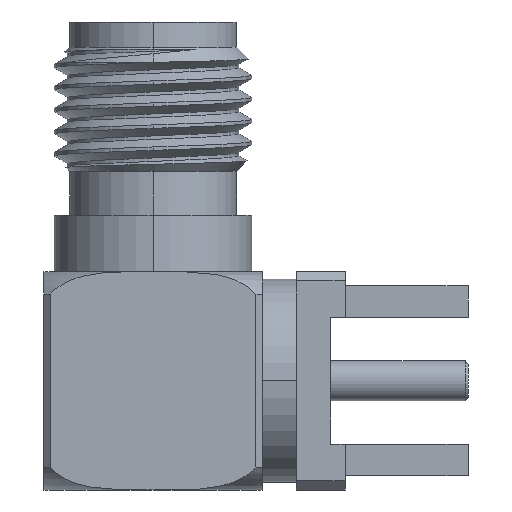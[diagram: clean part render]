
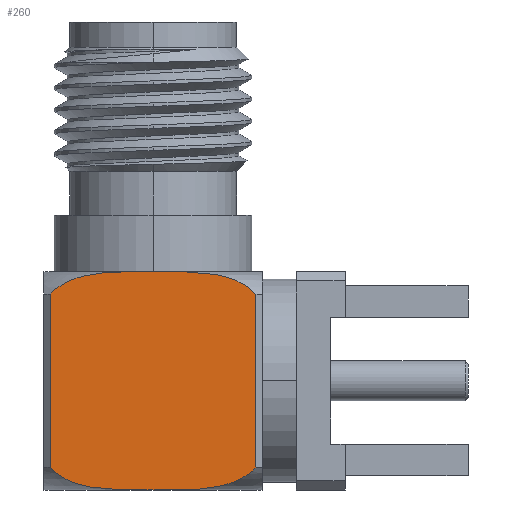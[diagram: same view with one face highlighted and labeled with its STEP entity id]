
A CAD part, left-side view. The second image highlights one B-rep face of the part: STEP entity #260.
In plain terms, the highlighted planar face has unit normal (-1, 0, 0).
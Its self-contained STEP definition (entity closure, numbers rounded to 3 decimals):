
#260=ADVANCED_FACE('',(#630),#631,.T.);
#630=FACE_OUTER_BOUND('',#1131,.T.);
#631=PLANE('',#1132);
#1131=EDGE_LOOP('',(#2096,#2097,#2098,#2099,#2100,#2101));
#1132=AXIS2_PLACEMENT_3D('',#2102,#2103,#2104);
#2096=ORIENTED_EDGE('',*,*,#3359,.T.);
#2097=ORIENTED_EDGE('',*,*,#3355,.T.);
#2098=ORIENTED_EDGE('',*,*,#3360,.T.);
#2099=ORIENTED_EDGE('',*,*,#3361,.T.);
#2100=ORIENTED_EDGE('',*,*,#3362,.T.);
#2101=ORIENTED_EDGE('',*,*,#3363,.T.);
#2102=CARTESIAN_POINT('',(-3.5,3.5,-7.0));
#2103=DIRECTION('',(-1.0,0.0,0.0));
#2104=DIRECTION('',(0.0,0.0,1.0));
#3355=EDGE_CURVE('',#4002,#3999,#4003,.T.);
#3359=EDGE_CURVE('',#4008,#4002,#4009,.T.);
#3360=EDGE_CURVE('',#3999,#4010,#4011,.T.);
#3361=EDGE_CURVE('',#4010,#4012,#4013,.T.);
#3362=EDGE_CURVE('',#4012,#4014,#4015,.T.);
#3363=EDGE_CURVE('',#4014,#4008,#4016,.T.);
#3999=VERTEX_POINT('',#7869);
#4002=VERTEX_POINT('',#7875);
#4003=LINE('',#7876,#7877);
#4008=VERTEX_POINT('',#7886);
#4009=B_SPLINE_CURVE_WITH_KNOTS('',3,(#7887,#7888,#7889,#7890,#7891,#7892,#7893,#7894,#7895,#7896,#7897,#7898),.UNSPECIFIED.,.F.,.F.,(4,2,2,2,2,4),(0.,0.001,0.002,0.003,0.003,0.003),.UNSPECIFIED.);
#4010=VERTEX_POINT('',#7899);
#4011=B_SPLINE_CURVE_WITH_KNOTS('',3,(#7900,#7901,#7902,#7903,#7904,#7905,#7906,#7907,#7908,#7909,#7910,#7911),.UNSPECIFIED.,.F.,.F.,(4,2,2,2,2,4),(0.014,0.015,0.016,0.017,0.017,0.018),.UNSPECIFIED.);
#4012=VERTEX_POINT('',#7912);
#4013=B_SPLINE_CURVE_WITH_KNOTS('',3,(#7913,#7914,#7915,#7916,#7917,#7918,#7919,#7920,#7921,#7922,#7923,#7924),.UNSPECIFIED.,.F.,.F.,(4,2,2,2,2,4),(0.0,0.001,0.002,0.003,0.003,0.003),.UNSPECIFIED.);
#4014=VERTEX_POINT('',#7925);
#4015=LINE('',#7926,#7927);
#4016=B_SPLINE_CURVE_WITH_KNOTS('',3,(#7928,#7929,#7930,#7931,#7932,#7933,#7934,#7935,#7936,#7937,#7938,#7939),.UNSPECIFIED.,.F.,.F.,(4,2,2,2,2,4),(0.014,0.015,0.016,0.017,0.017,0.018),.UNSPECIFIED.);
#7869=CARTESIAN_POINT('',(-3.5,3.3,-6.279));
#7875=CARTESIAN_POINT('',(-3.5,3.3,-0.721));
#7876=CARTESIAN_POINT('',(-3.5,3.3,-7.0));
#7877=VECTOR('',#9272,1000.0);
#7886=CARTESIAN_POINT('',(-3.5,0.,0.));
#7887=CARTESIAN_POINT('',(-3.5,0.0,0.));
#7888=CARTESIAN_POINT('',(-3.5,0.289,0.));
#7889=CARTESIAN_POINT('',(-3.5,0.579,0.001));
#7890=CARTESIAN_POINT('',(-3.5,1.158,-0.008));
#7891=CARTESIAN_POINT('',(-3.5,1.447,-0.019));
#7892=CARTESIAN_POINT('',(-3.5,2.023,-0.089));
#7893=CARTESIAN_POINT('',(-3.5,2.308,-0.147));
#7894=CARTESIAN_POINT('',(-3.5,2.714,-0.304));
#7895=CARTESIAN_POINT('',(-3.5,2.843,-0.368));
#7896=CARTESIAN_POINT('',(-3.5,3.087,-0.523));
#7897=CARTESIAN_POINT('',(-3.5,3.202,-0.615));
#7898=CARTESIAN_POINT('',(-3.5,3.3,-0.721));
#7899=CARTESIAN_POINT('',(-3.5,0.0,-7.0));
#7900=CARTESIAN_POINT('',(-3.5,3.3,-6.279));
#7901=CARTESIAN_POINT('',(-3.5,3.103,-6.493));
#7902=CARTESIAN_POINT('',(-3.5,2.846,-6.645));
#7903=CARTESIAN_POINT('',(-3.5,2.306,-6.853));
#7904=CARTESIAN_POINT('',(-3.5,2.022,-6.911));
#7905=CARTESIAN_POINT('',(-3.5,1.446,-6.981));
#7906=CARTESIAN_POINT('',(-3.5,1.157,-6.992));
#7907=CARTESIAN_POINT('',(-3.5,0.723,-6.999));
#7908=CARTESIAN_POINT('',(-3.5,0.579,-6.999));
#7909=CARTESIAN_POINT('',(-3.5,0.289,-7.));
#7910=CARTESIAN_POINT('',(-3.5,0.146,-7.0));
#7911=CARTESIAN_POINT('',(-3.5,0.,-7.0));
#7912=CARTESIAN_POINT('',(-3.5,-3.3,-6.279));
#7913=CARTESIAN_POINT('',(-3.5,0.0,-7.0));
#7914=CARTESIAN_POINT('',(-3.5,-0.289,-7.0));
#7915=CARTESIAN_POINT('',(-3.5,-0.579,-7.001));
#7916=CARTESIAN_POINT('',(-3.5,-1.158,-6.992));
#7917=CARTESIAN_POINT('',(-3.5,-1.447,-6.981));
#7918=CARTESIAN_POINT('',(-3.5,-2.023,-6.911));
#7919=CARTESIAN_POINT('',(-3.5,-2.308,-6.853));
#7920=CARTESIAN_POINT('',(-3.5,-2.714,-6.696));
#7921=CARTESIAN_POINT('',(-3.5,-2.843,-6.632));
#7922=CARTESIAN_POINT('',(-3.5,-3.087,-6.477));
#7923=CARTESIAN_POINT('',(-3.5,-3.202,-6.385));
#7924=CARTESIAN_POINT('',(-3.5,-3.3,-6.279));
#7925=CARTESIAN_POINT('',(-3.5,-3.3,-0.721));
#7926=CARTESIAN_POINT('',(-3.5,-3.3,-7.0));
#7927=VECTOR('',#9274,1000.0);
#7928=CARTESIAN_POINT('',(-3.5,-3.3,-0.721));
#7929=CARTESIAN_POINT('',(-3.5,-3.103,-0.507));
#7930=CARTESIAN_POINT('',(-3.5,-2.846,-0.355));
#7931=CARTESIAN_POINT('',(-3.5,-2.306,-0.147));
#7932=CARTESIAN_POINT('',(-3.5,-2.022,-0.089));
#7933=CARTESIAN_POINT('',(-3.5,-1.446,-0.019));
#7934=CARTESIAN_POINT('',(-3.5,-1.157,-0.008));
#7935=CARTESIAN_POINT('',(-3.5,-0.723,-0.001));
#7936=CARTESIAN_POINT('',(-3.5,-0.579,-0.001));
#7937=CARTESIAN_POINT('',(-3.5,-0.289,0.));
#7938=CARTESIAN_POINT('',(-3.5,-0.146,0.));
#7939=CARTESIAN_POINT('',(-3.5,0.0,0.));
#9272=DIRECTION('',(0.0,0.0,-1.0));
#9274=DIRECTION('',(0.0,0.0,1.0));
